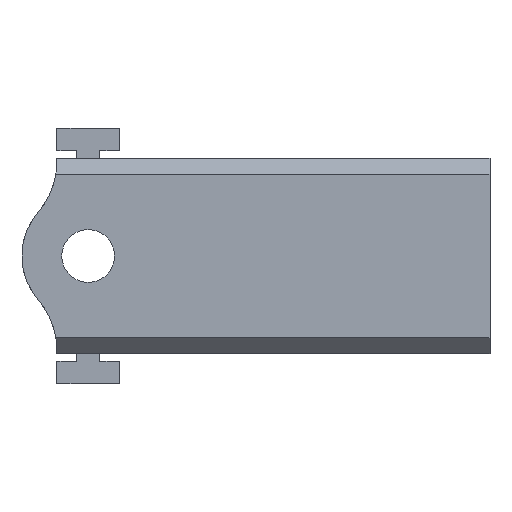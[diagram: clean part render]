
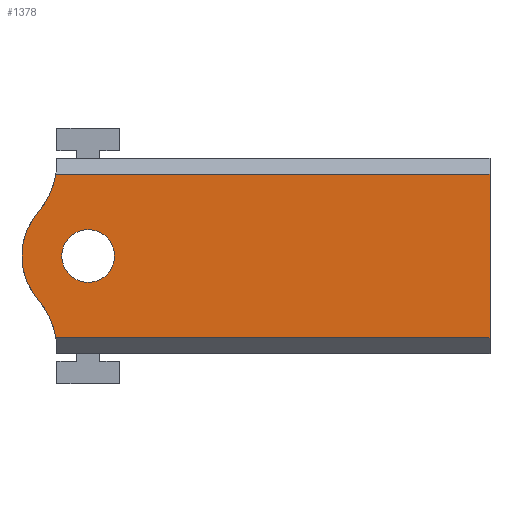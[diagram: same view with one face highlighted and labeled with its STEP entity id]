
A CAD part, front view. The second image highlights one B-rep face of the part: STEP entity #1378.
In plain terms, the highlighted planar face has unit normal (0, -1, 0).
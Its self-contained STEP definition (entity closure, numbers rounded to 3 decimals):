
#5 = VERTEX_POINT ( 'NONE', #1553 ) ;
#26 = ORIENTED_EDGE ( 'NONE', *, *, #697, .T. ) ;
#40 = DIRECTION ( 'NONE',  ( 0., 1., 0. ) ) ;
#50 = CARTESIAN_POINT ( 'NONE',  ( 55.5, 0., -23. ) ) ;
#51 = EDGE_CURVE ( 'NONE', #1702, #173, #1886, .T. ) ;
#54 = CARTESIAN_POINT ( 'NONE',  ( -10., 0., -0.407 ) ) ;
#59 = CARTESIAN_POINT ( 'NONE',  ( 4., 0., -12.5 ) ) ;
#62 = CIRCLE ( 'NONE', #401, 3.375 ) ;
#173 = VERTEX_POINT ( 'NONE', #977 ) ;
#216 = EDGE_CURVE ( 'NONE', #346, #1702, #1641, .T. ) ;
#246 = CIRCLE ( 'NONE', #1821, 8.5 ) ;
#346 = VERTEX_POINT ( 'NONE', #1496 ) ;
#348 = ORIENTED_EDGE ( 'NONE', *, *, #1460, .T. ) ;
#355 = DIRECTION ( 'NONE',  ( 0., 1., 0. ) ) ;
#401 = AXIS2_PLACEMENT_3D ( 'NONE', #525, #355, #1138 ) ;
#409 = DIRECTION ( 'NONE',  ( 0., 1., 0. ) ) ;
#412 = EDGE_CURVE ( 'NONE', #346, #690, #625, .T. ) ;
#469 = DIRECTION ( 'NONE',  ( 0., 0., 1. ) ) ;
#501 = EDGE_LOOP ( 'NONE', ( #1879, #26 ) ) ;
#525 = CARTESIAN_POINT ( 'NONE',  ( 4., 0., -12.5 ) ) ;
#586 = ORIENTED_EDGE ( 'NONE', *, *, #412, .F. ) ;
#605 = DIRECTION ( 'NONE',  ( 0., 1., 0. ) ) ;
#616 = AXIS2_PLACEMENT_3D ( 'NONE', #649, #1653, #469 ) ;
#622 = AXIS2_PLACEMENT_3D ( 'NONE', #1604, #1337, #1787 ) ;
#625 = LINE ( 'NONE', #1086, #714 ) ;
#632 = CARTESIAN_POINT ( 'NONE',  ( 4., 0., -9.125 ) ) ;
#649 = CARTESIAN_POINT ( 'NONE',  ( -10., 0., -24.593 ) ) ;
#650 = DIRECTION ( 'NONE',  ( 0., 0., 1. ) ) ;
#690 = VERTEX_POINT ( 'NONE', #50 ) ;
#693 = VERTEX_POINT ( 'NONE', #632 ) ;
#695 = CARTESIAN_POINT ( 'NONE',  ( -0.128, 0., -2. ) ) ;
#697 = EDGE_CURVE ( 'NONE', #1294, #693, #1358, .T. ) ;
#714 = VECTOR ( 'NONE', #1540, 1000. ) ;
#716 = DIRECTION ( 'NONE',  ( 0., 0., 1. ) ) ;
#719 = FACE_OUTER_BOUND ( 'NONE', #770, .T. ) ;
#729 = ORIENTED_EDGE ( 'NONE', *, *, #216, .T. ) ;
#770 = EDGE_LOOP ( 'NONE', ( #729, #1254, #1574, #348, #1713, #586 ) ) ;
#791 = VERTEX_POINT ( 'NONE', #1720 ) ;
#977 = CARTESIAN_POINT ( 'NONE',  ( -2.432, 0., -6.944 ) ) ;
#994 = CARTESIAN_POINT ( 'NONE',  ( 55.5, 0., -23. ) ) ;
#1000 = VECTOR ( 'NONE', #1632, 1000. ) ;
#1020 = CARTESIAN_POINT ( 'NONE',  ( 4., 0., -15.875 ) ) ;
#1086 = CARTESIAN_POINT ( 'NONE',  ( 55.5, 0., 0. ) ) ;
#1138 = DIRECTION ( 'NONE',  ( 0., 0., 1. ) ) ;
#1144 = AXIS2_PLACEMENT_3D ( 'NONE', #59, #40, #1259 ) ;
#1163 = VECTOR ( 'NONE', #1591, 1000. ) ;
#1174 = CARTESIAN_POINT ( 'NONE',  ( 4., 0., -12.5 ) ) ;
#1202 = PLANE ( 'NONE',  #622 ) ;
#1254 = ORIENTED_EDGE ( 'NONE', *, *, #51, .T. ) ;
#1259 = DIRECTION ( 'NONE',  ( 0., 0., 1. ) ) ;
#1294 = VERTEX_POINT ( 'NONE', #1020 ) ;
#1319 = CARTESIAN_POINT ( 'NONE',  ( 55.5, 0., -2. ) ) ;
#1337 = DIRECTION ( 'NONE',  ( 0., 1., 0. ) ) ;
#1358 = CIRCLE ( 'NONE', #1144, 3.375 ) ;
#1378 = ADVANCED_FACE ( 'NONE', ( #1489, #719 ), #1202, .F. ) ;
#1460 = EDGE_CURVE ( 'NONE', #791, #5, #1915, .T. ) ;
#1489 = FACE_BOUND ( 'NONE', #501, .T. ) ;
#1496 = CARTESIAN_POINT ( 'NONE',  ( 55.5, 0., -2. ) ) ;
#1540 = DIRECTION ( 'NONE',  ( 0., 0., -1. ) ) ;
#1553 = CARTESIAN_POINT ( 'NONE',  ( -0.128, 0., -23. ) ) ;
#1574 = ORIENTED_EDGE ( 'NONE', *, *, #1671, .F. ) ;
#1591 = DIRECTION ( 'NONE',  ( 1., 0., 0. ) ) ;
#1596 = AXIS2_PLACEMENT_3D ( 'NONE', #54, #605, #650 ) ;
#1600 = EDGE_CURVE ( 'NONE', #693, #1294, #62, .T. ) ;
#1604 = CARTESIAN_POINT ( 'NONE',  ( 55.5, 0., 0. ) ) ;
#1632 = DIRECTION ( 'NONE',  ( -1., 0., 0. ) ) ;
#1641 = LINE ( 'NONE', #1319, #1000 ) ;
#1642 = EDGE_CURVE ( 'NONE', #5, #690, #1743, .T. ) ;
#1653 = DIRECTION ( 'NONE',  ( 0., 1., 0. ) ) ;
#1671 = EDGE_CURVE ( 'NONE', #791, #173, #246, .T. ) ;
#1702 = VERTEX_POINT ( 'NONE', #695 ) ;
#1713 = ORIENTED_EDGE ( 'NONE', *, *, #1642, .T. ) ;
#1720 = CARTESIAN_POINT ( 'NONE',  ( -2.432, 0., -18.056 ) ) ;
#1743 = LINE ( 'NONE', #994, #1163 ) ;
#1787 = DIRECTION ( 'NONE',  ( 0., 0., 1. ) ) ;
#1821 = AXIS2_PLACEMENT_3D ( 'NONE', #1174, #409, #716 ) ;
#1879 = ORIENTED_EDGE ( 'NONE', *, *, #1600, .T. ) ;
#1886 = CIRCLE ( 'NONE', #1596, 10. ) ;
#1915 = CIRCLE ( 'NONE', #616, 10. ) ;
